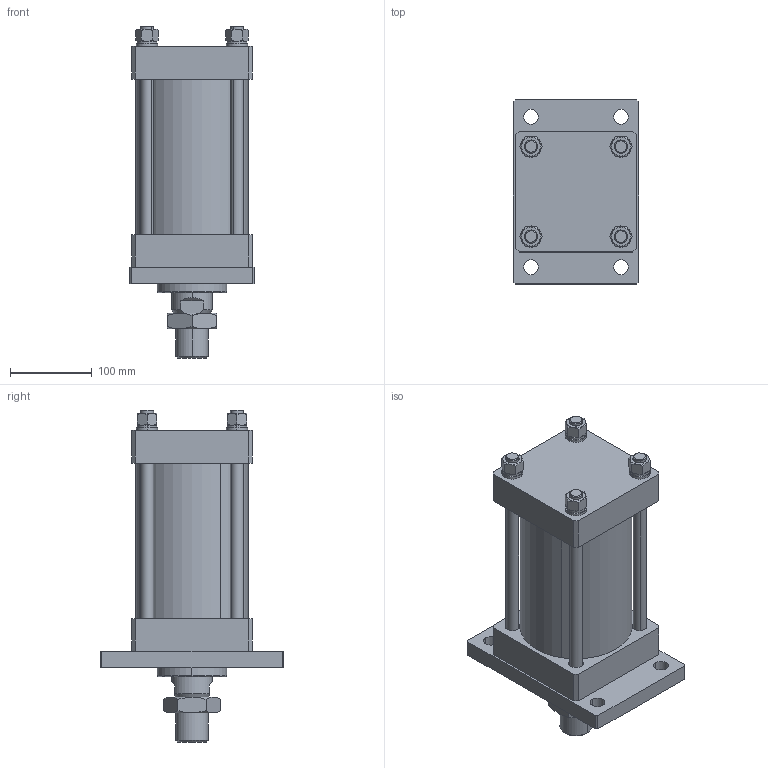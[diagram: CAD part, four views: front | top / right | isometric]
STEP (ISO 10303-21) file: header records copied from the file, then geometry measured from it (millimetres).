
FILE_DESCRIPTION (( 'STEP AP203' ), '1' );
FILE_NAME ('MOB-125-50-100-FA.STEP', '2021-04-28T06:56:21', ( '微软用户' ), ( '微软中国' ), 'SwSTEP 2.0', 'SolidWorks 2012', '' );
FILE_SCHEMA (( 'CONFIG_CONTROL_DESIGN' ));
Length unit declared in the file: millimetre
Products named in the file (11): MOB-125-50-100綴裔; MOB-125-50-100掛极; MOB-125-50-100前盖; MOB-125-50-100-FA楊擘; MOB-125-50-100-FA嶺裝; hex thin nuts grades ab gb_GB_FASTENER_NUT_STNABTT  B M39X3.0-N; single coil lock washers light type gb_GB_FASTENER_WASHER_SSWL 16; plain washers for clevis pins gb_GB_ROUND_WASHERS_TYPE7 16; hex nuts 1-fine pitch-grades ab gb_GB_FASTENER_NUT_SNAB1XY M16X1.5-N; MOB-125-50-100-FA; MOB-125-50-100活塞杆
Assembly tree (22 placements, depth 2):
  MOB-125-50-100-FA
    MOB-125-50-100掛极
    MOB-125-50-100綴裔
    MOB-125-50-100前盖
    MOB-125-50-100活塞杆
    MOB-125-50-100-FA楊擘
    MOB-125-50-100-FA嶺裝  x4
    hex thin nuts grades ab gb_GB_FASTENER_NUT_STNABTT  B M39X3.0-N
    single coil lock washers light type gb_GB_FASTENER_WASHER_SSWL 16  x4
    plain washers for clevis pins gb_GB_ROUND_WASHERS_TYPE7 16  x4
    hex nuts 1-fine pitch-grades ab gb_GB_FASTENER_NUT_SNAB1XY M16X1.5-N  x4
Bounding box: 153 x 225 x 406 mm (x, y, z)
Volume: 4315891.6 mm3; surface area: 610518.1 mm2
Topology: 22 solids, 22 shells, 343 faces, 775 edges, 484 vertices
Faces by surface type: cylinder 124, plane 120, cone 85, torus 14
Entity records: 8262 total; most frequent: CARTESIAN_POINT 1556, DIRECTION 1187, ORIENTED_EDGE 1010, EDGE_CURVE 505, AXIS2_PLACEMENT_3D 481, VERTEX_POINT 316, EDGE_LOOP 273, CIRCLE 239
